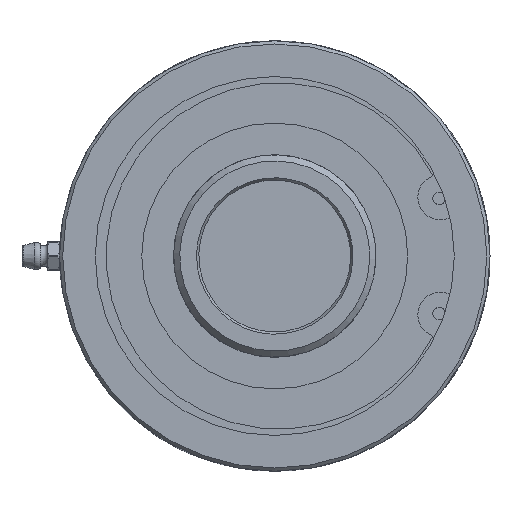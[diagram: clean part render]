
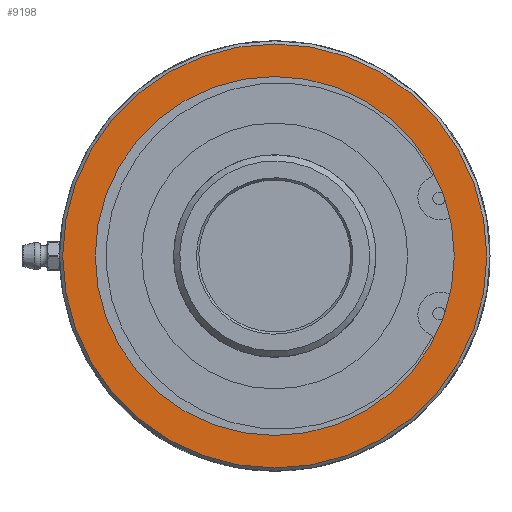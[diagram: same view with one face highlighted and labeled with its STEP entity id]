
A CAD part, left-side view. The second image highlights one B-rep face of the part: STEP entity #9198.
In plain terms, the highlighted planar face has unit normal (-1, 0, 0).
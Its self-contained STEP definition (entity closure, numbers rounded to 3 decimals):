
#464=PLANE('',#9809);
#723=FACE_BOUND('',#1667,.T.);
#1120=FACE_OUTER_BOUND('',#1666,.T.);
#1666=EDGE_LOOP('',(#8099));
#1667=EDGE_LOOP('',(#8100,#8101));
#2546=CIRCLE('',#9807,53.2);
#2547=CIRCLE('',#9810,45.035);
#2548=CIRCLE('',#9811,45.035);
#4356=VERTEX_POINT('',#24711);
#4357=VERTEX_POINT('',#24716);
#4358=VERTEX_POINT('',#24717);
#5646=EDGE_CURVE('',#4356,#4356,#2546,.T.);
#5647=EDGE_CURVE('',#4357,#4358,#2547,.T.);
#5648=EDGE_CURVE('',#4358,#4357,#2548,.T.);
#8099=ORIENTED_EDGE('',*,*,#5646,.F.);
#8100=ORIENTED_EDGE('',*,*,#5647,.T.);
#8101=ORIENTED_EDGE('',*,*,#5648,.T.);
#9198=ADVANCED_FACE('',(#1120,#723),#464,.F.);
#9807=AXIS2_PLACEMENT_3D('',#24713,#11351,#11352);
#9809=AXIS2_PLACEMENT_3D('',#24715,#11355,#11356);
#9810=AXIS2_PLACEMENT_3D('',#24718,#11357,#11358);
#9811=AXIS2_PLACEMENT_3D('',#24719,#11359,#11360);
#11351=DIRECTION('center_axis',(1.,0.,0.));
#11352=DIRECTION('ref_axis',(0.,-1.,0.));
#11355=DIRECTION('center_axis',(1.,0.,0.));
#11356=DIRECTION('ref_axis',(0.,0.,-1.));
#11357=DIRECTION('center_axis',(1.,0.,0.));
#11358=DIRECTION('ref_axis',(0.,1.,0.));
#11359=DIRECTION('center_axis',(1.,0.,0.));
#11360=DIRECTION('ref_axis',(0.,1.,0.));
#24711=CARTESIAN_POINT('',(2.,53.2,0.));
#24713=CARTESIAN_POINT('Origin',(2.,0.,0.));
#24715=CARTESIAN_POINT('Origin',(2.,27.,0.));
#24716=CARTESIAN_POINT('',(2.,45.035,0.));
#24717=CARTESIAN_POINT('',(2.,-45.035,0.));
#24718=CARTESIAN_POINT('Origin',(2.,0.,0.));
#24719=CARTESIAN_POINT('Origin',(2.,0.,0.));
